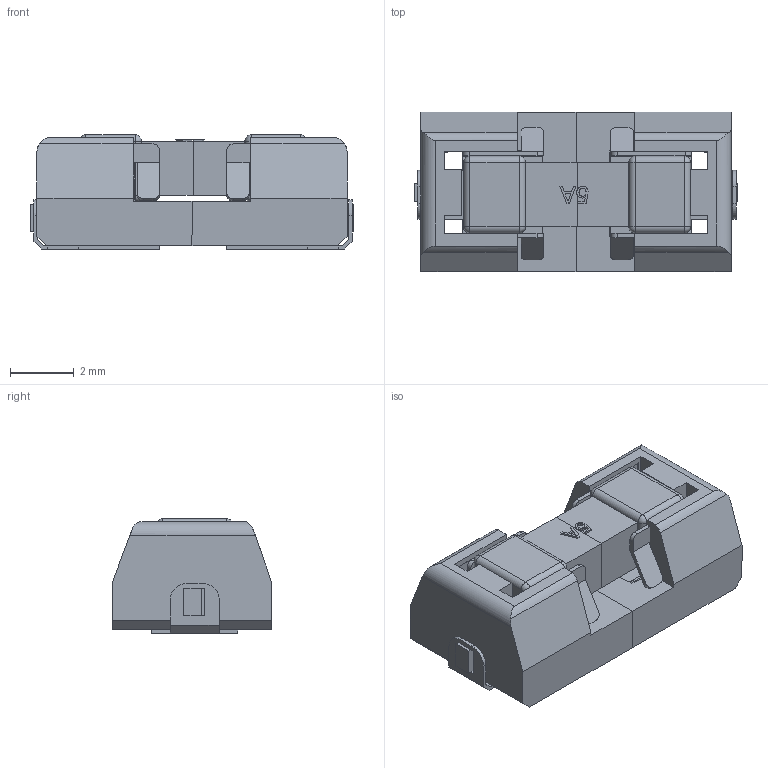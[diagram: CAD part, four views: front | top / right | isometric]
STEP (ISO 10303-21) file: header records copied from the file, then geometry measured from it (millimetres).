
FILE_DESCRIPTION(/* description */ (''),/* implementation_level */ '2;1');
FILE_NAME(/* name */ 'Littlefuse_154.step',/* time_stamp */ '2021-06-07T18:05:10+02:00',/* author */ (''),/* organization */ (''),/* preprocessor_version */ 'ST-DEVELOPER v18.1',/* originating_system */ 'Autodesk Translation Framework v10.9.0.1377',/* authorisation */ '');
FILE_SCHEMA (('AUTOMOTIVE_DESIGN { 1 0 10303 214 3 1 1 }'));
Length unit declared in the file: millimetre
Products named in the file (5): Littlefuse_154; Komponente5; Komponente2; Komponente3; Komponente4 (1)
Assembly tree (4 placements, depth 2):
  Littlefuse_154
    Komponente5
    Komponente2
    Komponente3
    Komponente4 (1)
Bounding box: 10.13 x 5 x 3.58 mm (x, y, z)
Volume: 114 mm3; surface area: 435.4 mm2
Topology: 10 solids, 10 shells, 337 faces, 895 edges, 578 vertices
Faces by surface type: plane 246, cylinder 58, bspline 17, sphere 16
Entity records: 10675 total; most frequent: CARTESIAN_POINT 2148, ORIENTED_EDGE 1790, DIRECTION 1627, EDGE_CURVE 895, LINE 745, VECTOR 745, VERTEX_POINT 578, AXIS2_PLACEMENT_3D 441
